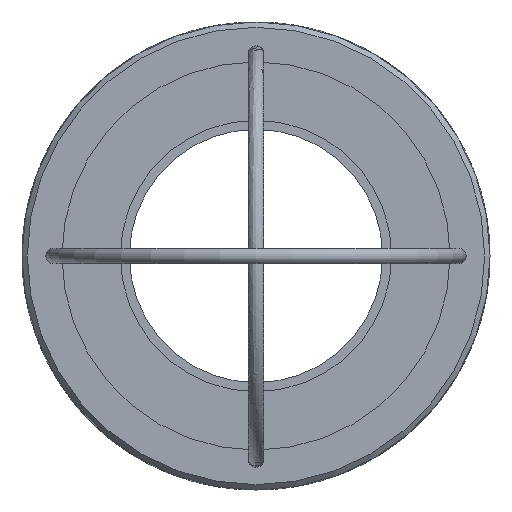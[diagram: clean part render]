
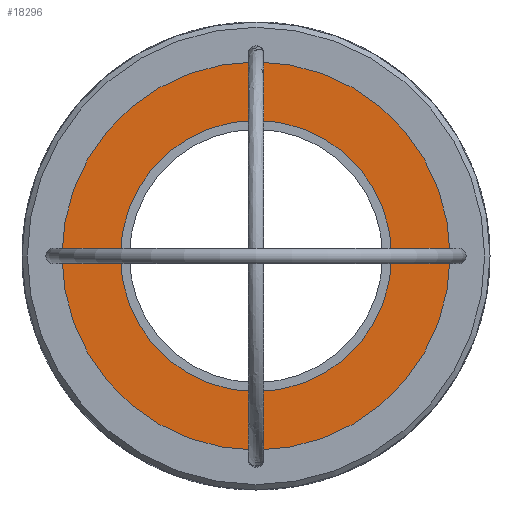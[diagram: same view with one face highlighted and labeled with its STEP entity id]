
A CAD part, left-side view. The second image highlights one B-rep face of the part: STEP entity #18296.
In plain terms, the highlighted planar face has unit normal (-1, 0, 0).
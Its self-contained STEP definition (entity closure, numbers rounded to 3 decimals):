
#27=FACE_BOUND('',#2234,.T.);
#65=PLANE('',#20328);
#861=FACE_OUTER_BOUND('',#2233,.T.);
#2233=EDGE_LOOP('',(#13145,#13146,#13147,#13148));
#2234=EDGE_LOOP('',(#13149));
#4212=CIRCLE('',#20324,36.5);
#4213=CIRCLE('',#20325,36.5);
#4214=CIRCLE('',#20326,36.5);
#4215=CIRCLE('',#20327,36.5);
#4216=CIRCLE('',#20329,25.5);
#8135=VERTEX_POINT('',#33172);
#8136=VERTEX_POINT('',#33174);
#8138=VERTEX_POINT('',#33178);
#8140=VERTEX_POINT('',#33182);
#8142=VERTEX_POINT('',#33188);
#9944=EDGE_CURVE('',#8135,#8136,#4212,.T.);
#9946=EDGE_CURVE('',#8136,#8138,#4213,.T.);
#9948=EDGE_CURVE('',#8138,#8140,#4214,.T.);
#9950=EDGE_CURVE('',#8140,#8135,#4215,.T.);
#9951=EDGE_CURVE('',#8142,#8142,#4216,.T.);
#13145=ORIENTED_EDGE('',*,*,#9948,.F.);
#13146=ORIENTED_EDGE('',*,*,#9946,.F.);
#13147=ORIENTED_EDGE('',*,*,#9944,.F.);
#13148=ORIENTED_EDGE('',*,*,#9950,.F.);
#13149=ORIENTED_EDGE('',*,*,#9951,.T.);
#18296=ADVANCED_FACE('',(#861,#27),#65,.T.);
#20324=AXIS2_PLACEMENT_3D('',#33175,#24905,#24906);
#20325=AXIS2_PLACEMENT_3D('',#33179,#24908,#24909);
#20326=AXIS2_PLACEMENT_3D('',#33183,#24911,#24912);
#20327=AXIS2_PLACEMENT_3D('',#33186,#24914,#24915);
#20328=AXIS2_PLACEMENT_3D('',#33187,#24916,#24917);
#20329=AXIS2_PLACEMENT_3D('',#33189,#24918,#24919);
#24905=DIRECTION('center_axis',(1.,0.,0.));
#24906=DIRECTION('ref_axis',(0.,0.,-1.));
#24908=DIRECTION('center_axis',(1.,0.,0.));
#24909=DIRECTION('ref_axis',(0.,0.,-1.));
#24911=DIRECTION('center_axis',(1.,0.,0.));
#24912=DIRECTION('ref_axis',(0.,0.,-1.));
#24914=DIRECTION('center_axis',(1.,0.,0.));
#24915=DIRECTION('ref_axis',(0.,0.,-1.));
#24916=DIRECTION('center_axis',(-1.,0.,0.));
#24917=DIRECTION('ref_axis',(0.,0.,1.));
#24918=DIRECTION('center_axis',(1.,0.,0.));
#24919=DIRECTION('ref_axis',(0.,0.,-1.));
#33172=CARTESIAN_POINT('',(6.,-36.5,0.));
#33174=CARTESIAN_POINT('',(6.,0.,-36.5));
#33175=CARTESIAN_POINT('Origin',(6.,0.,0.));
#33178=CARTESIAN_POINT('',(6.,36.5,0.));
#33179=CARTESIAN_POINT('Origin',(6.,0.,0.));
#33182=CARTESIAN_POINT('',(6.,0.,36.5));
#33183=CARTESIAN_POINT('Origin',(6.,0.,0.));
#33186=CARTESIAN_POINT('Origin',(6.,0.,0.));
#33187=CARTESIAN_POINT('Origin',(6.,36.5,0.));
#33188=CARTESIAN_POINT('',(6.,-25.5,0.));
#33189=CARTESIAN_POINT('Origin',(6.,0.,0.));
